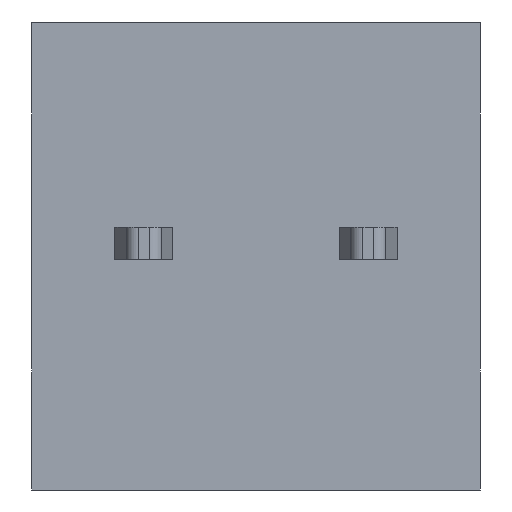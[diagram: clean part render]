
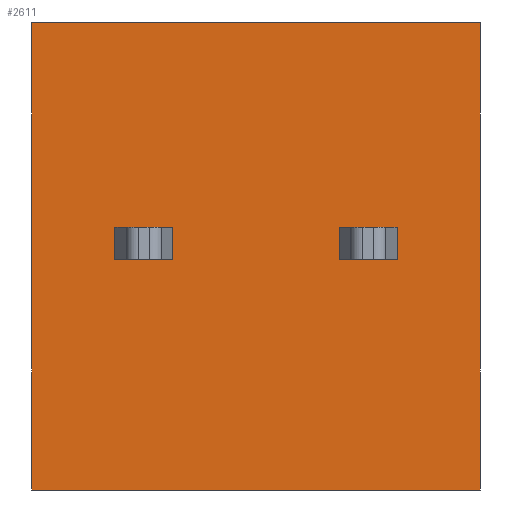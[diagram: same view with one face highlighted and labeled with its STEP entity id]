
A CAD part, front view. The second image highlights one B-rep face of the part: STEP entity #2611.
In plain terms, the highlighted planar face has unit normal (0, -1, 0).
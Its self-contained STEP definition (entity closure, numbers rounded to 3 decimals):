
#43 = DIRECTION ( 'NONE',  ( 0., 0., -1. ) ) ;
#389 = EDGE_CURVE ( 'NONE', #966, #4794, #2204, .T. ) ;
#390 = LINE ( 'NONE', #1279, #4073 ) ;
#609 = ORIENTED_EDGE ( 'NONE', *, *, #2918, .T. ) ;
#942 = VECTOR ( 'NONE', #2509, 1000. ) ;
#966 = VERTEX_POINT ( 'NONE', #4966 ) ;
#1009 = DIRECTION ( 'NONE',  ( 0., -1., 0. ) ) ;
#1038 = DIRECTION ( 'NONE',  ( 0., 0., -1. ) ) ;
#1105 = EDGE_CURVE ( 'NONE', #2790, #4794, #2390, .T. ) ;
#1279 = CARTESIAN_POINT ( 'NONE',  ( -3.5, 0., 3.45 ) ) ;
#1484 = DIRECTION ( 'NONE',  ( 0., 0., -1. ) ) ;
#1736 = CARTESIAN_POINT ( 'NONE',  ( -3.5, 0., -3.85 ) ) ;
#1812 = PLANE ( 'NONE',  #3021 ) ;
#1824 = ORIENTED_EDGE ( 'NONE', *, *, #1105, .F. ) ;
#1920 = CARTESIAN_POINT ( 'NONE',  ( 3.5, 0., 3.45 ) ) ;
#2120 = EDGE_LOOP ( 'NONE', ( #3706, #1824, #3080, #609 ) ) ;
#2204 = LINE ( 'NONE', #1736, #942 ) ;
#2211 = CARTESIAN_POINT ( 'NONE',  ( 3.5, 0., -3.85 ) ) ;
#2390 = LINE ( 'NONE', #3943, #4396 ) ;
#2509 = DIRECTION ( 'NONE',  ( 1., 0., 0. ) ) ;
#2611 = ADVANCED_FACE ( 'NONE', ( #3776 ), #1812, .T. ) ;
#2708 = VECTOR ( 'NONE', #1484, 1000. ) ;
#2790 = VERTEX_POINT ( 'NONE', #1920 ) ;
#2918 = EDGE_CURVE ( 'NONE', #4451, #966, #3754, .T. ) ;
#3021 = AXIS2_PLACEMENT_3D ( 'NONE', #4974, #1009, #1038 ) ;
#3080 = ORIENTED_EDGE ( 'NONE', *, *, #4529, .F. ) ;
#3676 = CARTESIAN_POINT ( 'NONE',  ( -3.5, 0., 3.45 ) ) ;
#3706 = ORIENTED_EDGE ( 'NONE', *, *, #389, .T. ) ;
#3754 = LINE ( 'NONE', #3782, #2708 ) ;
#3776 = FACE_OUTER_BOUND ( 'NONE', #2120, .T. ) ;
#3782 = CARTESIAN_POINT ( 'NONE',  ( -3.5, 0., 3.45 ) ) ;
#3943 = CARTESIAN_POINT ( 'NONE',  ( 3.5, 0., 3.45 ) ) ;
#4073 = VECTOR ( 'NONE', #4757, 1000. ) ;
#4396 = VECTOR ( 'NONE', #43, 1000. ) ;
#4451 = VERTEX_POINT ( 'NONE', #3676 ) ;
#4529 = EDGE_CURVE ( 'NONE', #4451, #2790, #390, .T. ) ;
#4757 = DIRECTION ( 'NONE',  ( 1., 0., 0. ) ) ;
#4794 = VERTEX_POINT ( 'NONE', #2211 ) ;
#4966 = CARTESIAN_POINT ( 'NONE',  ( -3.5, 0., -3.85 ) ) ;
#4974 = CARTESIAN_POINT ( 'NONE',  ( 3.5, 0., -3.85 ) ) ;
